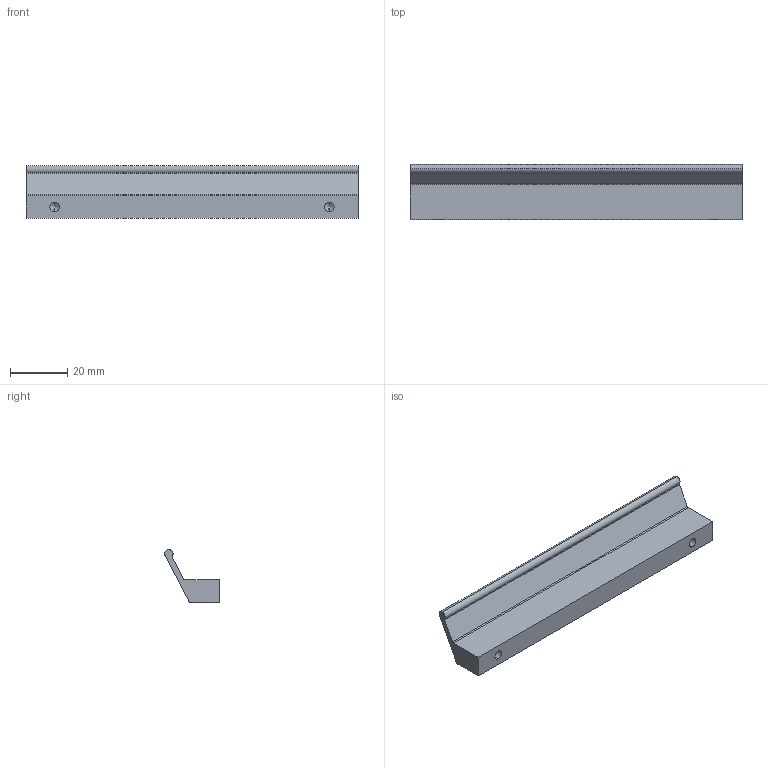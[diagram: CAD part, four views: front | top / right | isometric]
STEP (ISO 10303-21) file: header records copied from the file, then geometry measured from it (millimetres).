
FILE_DESCRIPTION (( 'STEP AP214' ), '1' );
FILE_NAME ('F002600,F002603,F002606_3D.step', '2022-06-10T07:03:14', ( '' ), ( '' ), 'SwSTEP 2.0', 'SolidWorks 2020', '' );
FILE_SCHEMA (( 'AUTOMOTIVE_DESIGN' ));
Length unit declared in the file: millimetre
Products named in the file (1): F002600,F002603,F002606_3D
Bounding box: 116 x 19.2 x 18.5 mm (x, y, z)
Volume: 14308.9 mm3; surface area: 7990.2 mm2
Topology: 1 solids, 1 shells, 20 faces, 50 edges, 30 vertices
Faces by surface type: cylinder 9, plane 7, cone 4
Entity records: 650 total; most frequent: DIRECTION 106, CARTESIAN_POINT 97, ORIENTED_EDGE 92, EDGE_CURVE 46, AXIS2_PLACEMENT_3D 39, VERTEX_POINT 30, VECTOR 28, LINE 28
